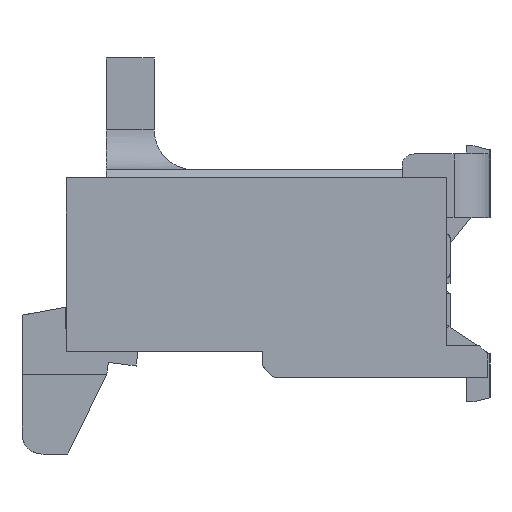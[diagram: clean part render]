
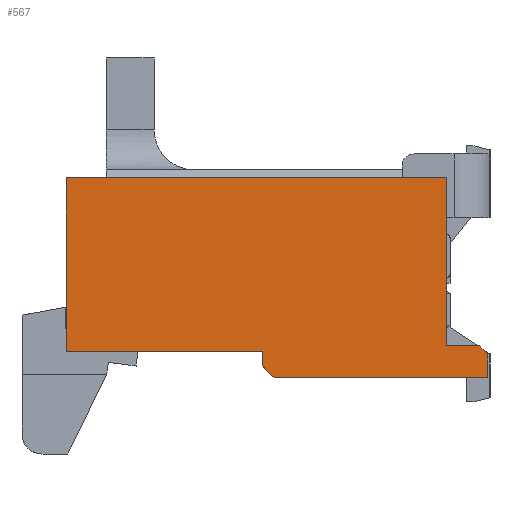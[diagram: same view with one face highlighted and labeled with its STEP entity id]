
A CAD part, left-side view. The second image highlights one B-rep face of the part: STEP entity #567.
In plain terms, the highlighted planar face has unit normal (-1, 0, 0).
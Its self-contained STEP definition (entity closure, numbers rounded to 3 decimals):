
#119 = ORIENTED_EDGE ( 'NONE', *, *, #43012, .F. ) ;
#567 = ADVANCED_FACE ( 'NONE', ( #22636 ), #8758, .F. ) ;
#1111 = LINE ( 'NONE', #30832, #37310 ) ;
#1515 = EDGE_CURVE ( 'NONE', #25185, #51518, #9406, .T. ) ;
#2285 = CARTESIAN_POINT ( 'NONE',  ( -12.22, 2.2, -0.63 ) ) ;
#5979 = VERTEX_POINT ( 'NONE', #8109 ) ;
#7085 = EDGE_CURVE ( 'NONE', #30246, #24571, #46978, .T. ) ;
#7927 = DIRECTION ( 'NONE',  ( 0., 1., 0. ) ) ;
#7991 = ORIENTED_EDGE ( 'NONE', *, *, #7085, .T. ) ;
#8109 = CARTESIAN_POINT ( 'NONE',  ( -12.22, 2.35, -0.3 ) ) ;
#8758 = PLANE ( 'NONE',  #30729 ) ;
#8933 = DIRECTION ( 'NONE',  ( 1., 0., 0. ) ) ;
#9406 = LINE ( 'NONE', #43712, #34976 ) ;
#9968 = LINE ( 'NONE', #15306, #15000 ) ;
#10489 = VECTOR ( 'NONE', #18984, 1000. ) ;
#11295 = EDGE_CURVE ( 'NONE', #51518, #23561, #11752, .T. ) ;
#11625 = CARTESIAN_POINT ( 'NONE',  ( -12.22, -0.37, -0.23 ) ) ;
#11752 = LINE ( 'NONE', #11625, #10489 ) ;
#13285 = CARTESIAN_POINT ( 'NONE',  ( -12.22, 4.3, -0.63 ) ) ;
#13318 = VECTOR ( 'NONE', #40958, 1000. ) ;
#13891 = VERTEX_POINT ( 'NONE', #38673 ) ;
#15000 = VECTOR ( 'NONE', #7927, 1000. ) ;
#15306 = CARTESIAN_POINT ( 'NONE',  ( -12.22, 4.3, -0.3 ) ) ;
#15332 = LINE ( 'NONE', #38251, #27196 ) ;
#15449 = ORIENTED_EDGE ( 'NONE', *, *, #31946, .F. ) ;
#16105 = CARTESIAN_POINT ( 'NONE',  ( -12.22, -0.47, -0.63 ) ) ;
#17863 = CARTESIAN_POINT ( 'NONE',  ( -12.22, -0.47, -0.63 ) ) ;
#18493 = VERTEX_POINT ( 'NONE', #41321 ) ;
#18984 = DIRECTION ( 'NONE',  ( 0., -1., 0. ) ) ;
#20394 = EDGE_CURVE ( 'NONE', #30246, #5979, #15332, .T. ) ;
#20847 = EDGE_LOOP ( 'NONE', ( #42150, #119, #36186, #7991, #23880, #15449, #39966, #26476, #44275, #24427 ) ) ;
#21842 = DIRECTION ( 'NONE',  ( 0., 0., -1. ) ) ;
#21874 = VECTOR ( 'NONE', #21842, 1000. ) ;
#22448 = DIRECTION ( 'NONE',  ( 0., -1., 0. ) ) ;
#22636 = FACE_OUTER_BOUND ( 'NONE', #20847, .T. ) ;
#23272 = VECTOR ( 'NONE', #41936, 1000. ) ;
#23561 = VERTEX_POINT ( 'NONE', #24952 ) ;
#23880 = ORIENTED_EDGE ( 'NONE', *, *, #45996, .F. ) ;
#24059 = CARTESIAN_POINT ( 'NONE',  ( -12.22, 2.2, -0.63 ) ) ;
#24427 = ORIENTED_EDGE ( 'NONE', *, *, #33754, .F. ) ;
#24571 = VERTEX_POINT ( 'NONE', #2285 ) ;
#24952 = CARTESIAN_POINT ( 'NONE',  ( -12.22, -0.37, -0.23 ) ) ;
#25185 = VERTEX_POINT ( 'NONE', #26497 ) ;
#26476 = ORIENTED_EDGE ( 'NONE', *, *, #11295, .F. ) ;
#26497 = CARTESIAN_POINT ( 'NONE',  ( -12.22, 0.05, 1.87 ) ) ;
#26580 = CARTESIAN_POINT ( 'NONE',  ( -12.22, 0.05, -0.23 ) ) ;
#27054 = VECTOR ( 'NONE', #47223, 1000. ) ;
#27196 = VECTOR ( 'NONE', #30457, 1000. ) ;
#27421 = CARTESIAN_POINT ( 'NONE',  ( -12.22, 2.35, -0.48 ) ) ;
#27862 = DIRECTION ( 'NONE',  ( 0., 0., -1. ) ) ;
#29318 = VECTOR ( 'NONE', #34294, 1000. ) ;
#30246 = VERTEX_POINT ( 'NONE', #27421 ) ;
#30442 = EDGE_CURVE ( 'NONE', #23561, #18493, #41363, .T. ) ;
#30457 = DIRECTION ( 'NONE',  ( 0., 0., 1. ) ) ;
#30729 = AXIS2_PLACEMENT_3D ( 'NONE', #13285, #8933, #36648 ) ;
#30832 = CARTESIAN_POINT ( 'NONE',  ( -12.22, 4.3, 1.87 ) ) ;
#31946 = EDGE_CURVE ( 'NONE', #18493, #43695, #33055, .T. ) ;
#33055 = LINE ( 'NONE', #17863, #21874 ) ;
#33754 = EDGE_CURVE ( 'NONE', #13891, #25185, #1111, .T. ) ;
#33858 = VERTEX_POINT ( 'NONE', #35660 ) ;
#34294 = DIRECTION ( 'NONE',  ( 0., 0., 1. ) ) ;
#34976 = VECTOR ( 'NONE', #27862, 1000. ) ;
#35117 = LINE ( 'NONE', #49936, #23272 ) ;
#35660 = CARTESIAN_POINT ( 'NONE',  ( -12.22, 4.8, -0.3 ) ) ;
#36186 = ORIENTED_EDGE ( 'NONE', *, *, #20394, .F. ) ;
#36648 = DIRECTION ( 'NONE',  ( 0., 1., 0. ) ) ;
#37310 = VECTOR ( 'NONE', #22448, 1000. ) ;
#38251 = CARTESIAN_POINT ( 'NONE',  ( -12.22, 2.35, -0.3 ) ) ;
#38673 = CARTESIAN_POINT ( 'NONE',  ( -12.22, 4.8, 1.87 ) ) ;
#39966 = ORIENTED_EDGE ( 'NONE', *, *, #30442, .F. ) ;
#40958 = DIRECTION ( 'NONE',  ( 0., -0.707, -0.707 ) ) ;
#41321 = CARTESIAN_POINT ( 'NONE',  ( -12.22, -0.47, -0.33 ) ) ;
#41363 = LINE ( 'NONE', #44306, #13318 ) ;
#41936 = DIRECTION ( 'NONE',  ( 0., 1., 0. ) ) ;
#42150 = ORIENTED_EDGE ( 'NONE', *, *, #48466, .F. ) ;
#42389 = LINE ( 'NONE', #45633, #29318 ) ;
#43012 = EDGE_CURVE ( 'NONE', #5979, #33858, #9968, .T. ) ;
#43695 = VERTEX_POINT ( 'NONE', #16105 ) ;
#43712 = CARTESIAN_POINT ( 'NONE',  ( -12.22, 0.05, 1.87 ) ) ;
#44275 = ORIENTED_EDGE ( 'NONE', *, *, #1515, .F. ) ;
#44306 = CARTESIAN_POINT ( 'NONE',  ( -12.22, -0.47, -0.33 ) ) ;
#45633 = CARTESIAN_POINT ( 'NONE',  ( -12.22, 4.8, 0.97 ) ) ;
#45996 = EDGE_CURVE ( 'NONE', #43695, #24571, #35117, .T. ) ;
#46978 = LINE ( 'NONE', #24059, #27054 ) ;
#47223 = DIRECTION ( 'NONE',  ( 0., -0.707, -0.707 ) ) ;
#48466 = EDGE_CURVE ( 'NONE', #33858, #13891, #42389, .T. ) ;
#49936 = CARTESIAN_POINT ( 'NONE',  ( -12.22, 0.05, -0.63 ) ) ;
#51518 = VERTEX_POINT ( 'NONE', #26580 ) ;
